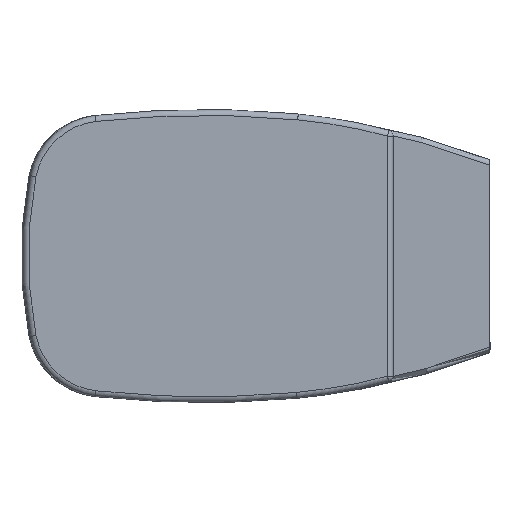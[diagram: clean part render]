
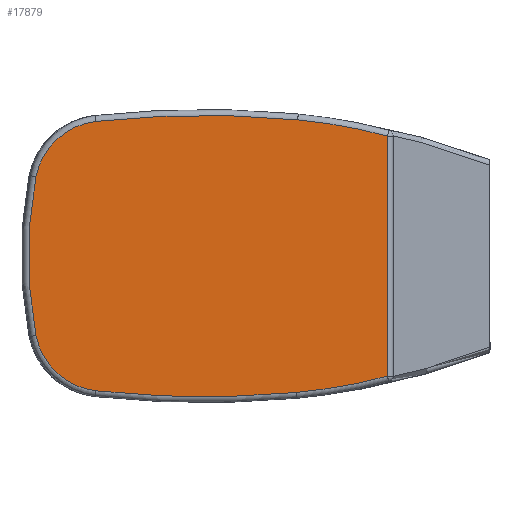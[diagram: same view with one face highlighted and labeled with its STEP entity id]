
A CAD part, top view. The second image highlights one B-rep face of the part: STEP entity #17879.
In plain terms, the highlighted planar face has unit normal (0, 0, 1).
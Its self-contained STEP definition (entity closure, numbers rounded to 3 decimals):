
#17586=CARTESIAN_POINT('',(-44.071,143.402,15.0));
#17587=VERTEX_POINT('',#17586);
#17595=CARTESIAN_POINT('',(-44.071,-143.374,15.0));
#17596=VERTEX_POINT('',#17595);
#17597=CARTESIAN_POINT('',(-44.071,143.402,15.0));
#17598=DIRECTION('',(0.0,-1.0,0.0));
#17599=VECTOR('',#17598,286.776);
#17600=LINE('',#17597,#17599);
#17601=EDGE_CURVE('',#17587,#17596,#17600,.T.);
#17626=CARTESIAN_POINT('',(-152.442,-162.852,15.0));
#17627=VERTEX_POINT('',#17626);
#17628=CARTESIAN_POINT('',(-213.888,490.222,15.0));
#17629=DIRECTION('',(0.0,0.0,-1.0));
#17630=DIRECTION('',(0.177,-0.984,0.0));
#17631=AXIS2_PLACEMENT_3D('',#17628,#17629,#17630);
#17632=CIRCLE('',#17631,655.959);
#17633=EDGE_CURVE('',#17596,#17627,#17632,.T.);
#17653=CARTESIAN_POINT('',(-392.221,-160.894,15.0));
#17654=VERTEX_POINT('',#17653);
#17655=CARTESIAN_POINT('',(-262.766,1009.714,15.0));
#17656=DIRECTION('',(0.0,0.0,-1.0));
#17657=DIRECTION('',(-0.008,-1.,0.0));
#17658=AXIS2_PLACEMENT_3D('',#17655,#17656,#17657);
#17659=CIRCLE('',#17658,1177.745);
#17660=EDGE_CURVE('',#17627,#17654,#17659,.T.);
#17685=CARTESIAN_POINT('',(-463.642,-94.712,15.0));
#17686=VERTEX_POINT('',#17685);
#17687=CARTESIAN_POINT('',(-382.242,-78.496,15.0));
#17688=DIRECTION('',(0.0,0.0,-1.0));
#17689=DIRECTION('',(-0.68,-0.734,0.0));
#17690=AXIS2_PLACEMENT_3D('',#17687,#17688,#17689);
#17691=CIRCLE('',#17690,83.);
#17692=EDGE_CURVE('',#17654,#17686,#17691,.T.);
#17721=CARTESIAN_POINT('',(-463.643,94.71,15.0));
#17722=VERTEX_POINT('',#17721);
#17723=CARTESIAN_POINT('',(10.98,-0.001,15.0));
#17724=DIRECTION('',(0.0,0.0,-1.));
#17725=DIRECTION('',(-1.,0.,0.0));
#17726=AXIS2_PLACEMENT_3D('',#17723,#17724,#17725);
#17727=CIRCLE('',#17726,483.981);
#17728=EDGE_CURVE('',#17686,#17722,#17727,.T.);
#17757=CARTESIAN_POINT('',(-392.221,160.892,15.0));
#17758=VERTEX_POINT('',#17757);
#17759=CARTESIAN_POINT('',(-382.242,78.494,15.0));
#17760=DIRECTION('',(0.0,0.0,-1.0));
#17761=DIRECTION('',(-0.68,0.734,0.0));
#17762=AXIS2_PLACEMENT_3D('',#17759,#17760,#17761);
#17763=CIRCLE('',#17762,83.);
#17764=EDGE_CURVE('',#17722,#17758,#17763,.T.);
#17791=CARTESIAN_POINT('',(-151.098,162.723,15.0));
#17792=VERTEX_POINT('',#17791);
#17800=CARTESIAN_POINT('',(-212.816,-485.276,15.0));
#17801=DIRECTION('',(0.0,0.0,-1.));
#17802=DIRECTION('',(0.178,0.984,0.0));
#17803=AXIS2_PLACEMENT_3D('',#17800,#17801,#17802);
#17804=CIRCLE('',#17803,650.931);
#17805=EDGE_CURVE('',#17792,#17587,#17804,.T.);
#17823=CARTESIAN_POINT('',(-262.766,-1009.716,15.0));
#17824=DIRECTION('',(0.0,0.0,-1.0));
#17825=DIRECTION('',(-0.008,1.,0.0));
#17826=AXIS2_PLACEMENT_3D('',#17823,#17824,#17825);
#17827=CIRCLE('',#17826,1177.745);
#17828=EDGE_CURVE('',#17758,#17792,#17827,.T.);
#17864=CARTESIAN_POINT('',(-248.217,0.003,15.0));
#17865=DIRECTION('',(0.0,0.0,1.0));
#17866=DIRECTION('',(1.0,0.0,0.0));
#17867=AXIS2_PLACEMENT_3D('',#17864,#17865,#17866);
#17868=PLANE('',#17867);
#17869=ORIENTED_EDGE('',*,*,#17601,.F.);
#17870=ORIENTED_EDGE('',*,*,#17805,.F.);
#17871=ORIENTED_EDGE('',*,*,#17828,.F.);
#17872=ORIENTED_EDGE('',*,*,#17764,.F.);
#17873=ORIENTED_EDGE('',*,*,#17728,.F.);
#17874=ORIENTED_EDGE('',*,*,#17692,.F.);
#17875=ORIENTED_EDGE('',*,*,#17660,.F.);
#17876=ORIENTED_EDGE('',*,*,#17633,.F.);
#17877=EDGE_LOOP('',(#17869,#17870,#17871,#17872,#17873,#17874,#17875,#17876));
#17878=FACE_OUTER_BOUND('',#17877,.T.);
#17879=ADVANCED_FACE('',(#17878),#17868,.T.);
